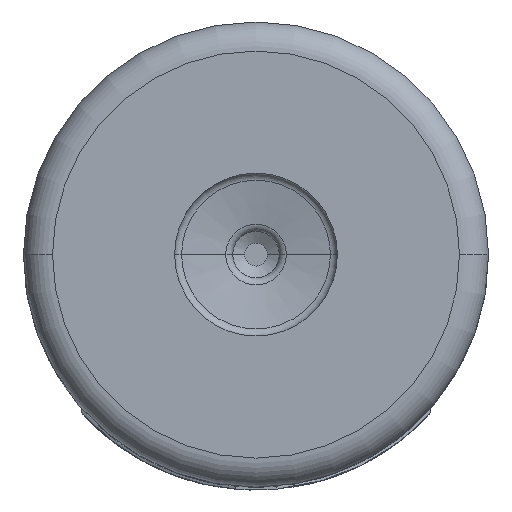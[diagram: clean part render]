
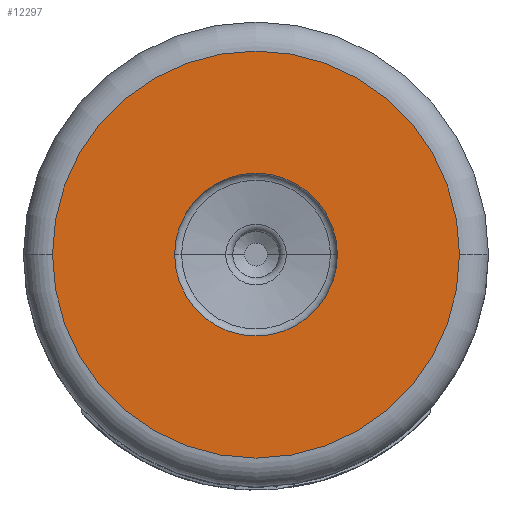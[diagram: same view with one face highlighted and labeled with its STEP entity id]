
A CAD part, front view. The second image highlights one B-rep face of the part: STEP entity #12297.
In plain terms, the highlighted planar face has unit normal (0, -1, 0).
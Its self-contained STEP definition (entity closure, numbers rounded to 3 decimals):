
#1649=CARTESIAN_POINT('',(0.,-4.,0.));
#1650=DIRECTION('',(0.,-1.,0.));
#1651=DIRECTION('',(1.,0.,0.));
#1652=AXIS2_PLACEMENT_3D('',#1649,#1650,#1651);
#1664=CARTESIAN_POINT('',(0.,-4.,0.));
#1665=DIRECTION('',(0.,-1.,0.));
#1666=DIRECTION('',(-1.,0.,0.));
#1667=AXIS2_PLACEMENT_3D('',#1664,#1665,#1666);
#1669=CARTESIAN_POINT('',(0.,-4.,0.));
#1670=DIRECTION('',(0.,-1.,0.));
#1671=DIRECTION('',(1.,0.,0.));
#1672=AXIS2_PLACEMENT_3D('',#1669,#1670,#1671);
#1674=CARTESIAN_POINT('',(0.,-4.,0.));
#1675=DIRECTION('',(0.,-1.,0.));
#1676=DIRECTION('',(-1.,0.,0.));
#1677=AXIS2_PLACEMENT_3D('',#1674,#1675,#1676);
#10555=CARTESIAN_POINT('',(-1.4,-4.,0.));
#10556=CARTESIAN_POINT('',(1.4,-4.,0.));
#10557=VERTEX_POINT('',#10555);
#10558=VERTEX_POINT('',#10556);
#10559=CARTESIAN_POINT('',(3.5,-4.,0.));
#10560=CARTESIAN_POINT('',(-3.5,-4.,0.));
#10561=VERTEX_POINT('',#10559);
#10562=VERTEX_POINT('',#10560);
#12281=CARTESIAN_POINT('',(0.,-4.,0.));
#12282=DIRECTION('',(0.,1.,0.));
#12283=DIRECTION('',(1.,0.,0.));
#12284=AXIS2_PLACEMENT_3D('',#12281,#12282,#12283);
#12285=PLANE('',#12284);
#12286=ORIENTED_EDGE('',*,*,#12271,.F.);
#12288=ORIENTED_EDGE('',*,*,#12287,.F.);
#12289=EDGE_LOOP('',(#12286,#12288));
#12290=FACE_OUTER_BOUND('',#12289,.F.);
#12292=ORIENTED_EDGE('',*,*,#12291,.T.);
#12294=ORIENTED_EDGE('',*,*,#12293,.T.);
#12295=EDGE_LOOP('',(#12292,#12294));
#12296=FACE_BOUND('',#12295,.F.);
#12297=ADVANCED_FACE('',(#12290,#12296),#12285,.F.);
#1653=CIRCLE('',#1652,3.5);
#1668=CIRCLE('',#1667,1.4);
#1673=CIRCLE('',#1672,1.4);
#1678=CIRCLE('',#1677,3.5);
#12271=EDGE_CURVE('',#10561,#10562,#1653,.T.);
#12287=EDGE_CURVE('',#10562,#10561,#1678,.T.);
#12291=EDGE_CURVE('',#10557,#10558,#1668,.T.);
#12293=EDGE_CURVE('',#10558,#10557,#1673,.T.);
